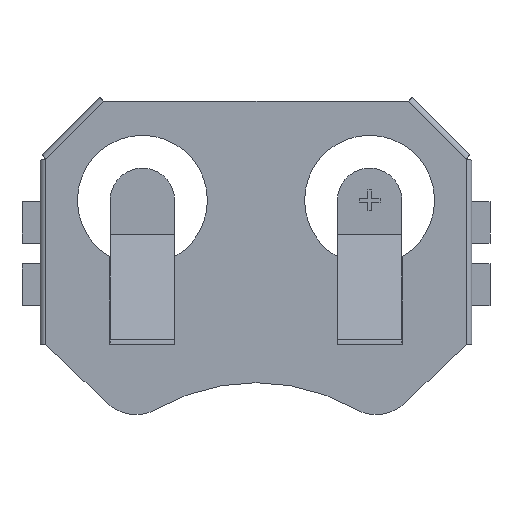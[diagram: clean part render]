
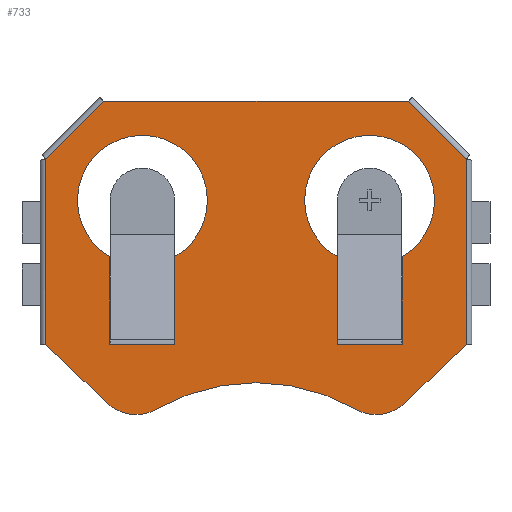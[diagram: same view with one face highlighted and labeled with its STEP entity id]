
A CAD part, top view. The second image highlights one B-rep face of the part: STEP entity #733.
In plain terms, the highlighted planar face has unit normal (0, 0, 1).
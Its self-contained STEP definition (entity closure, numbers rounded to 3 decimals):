
#27=VERTEX_POINT('',#28);
#28=CARTESIAN_POINT('',(5.863,-5.581,2.152));
#46=VERTEX_POINT('',#47);
#47=CARTESIAN_POINT('',(7.262,-5.023,2.152));
#53=EDGE_CURVE('NONE',#46,#27,#54,.T.);
#54=CIRCLE('',#55,2.032);
#55=AXIS2_PLACEMENT_3D('',#56,#57,#58);
#56=CARTESIAN_POINT('',(5.863,-3.549,2.152));
#57=DIRECTION('',(0.0,0.0,-1.0));
#58=DIRECTION('',(0.0,-1.0,0.0));
#69=VERTEX_POINT('',#70);
#70=CARTESIAN_POINT('',(-5.863,-5.581,2.152));
#88=VERTEX_POINT('',#89);
#89=CARTESIAN_POINT('',(-4.854,-5.313,2.152));
#95=EDGE_CURVE('NONE',#88,#69,#96,.F.);
#96=CIRCLE('',#97,2.032);
#97=AXIS2_PLACEMENT_3D('',#98,#99,#100);
#98=CARTESIAN_POINT('',(-5.863,-3.549,2.152));
#99=DIRECTION('',(0.0,0.0,1.0));
#100=DIRECTION('',(0.0,-1.0,0.0));
#163=VERTEX_POINT('',#164);
#164=CARTESIAN_POINT('',(-7.124,-2.152,2.152));
#254=VERTEX_POINT('',#255);
#255=CARTESIAN_POINT('',(-3.975,-2.152,2.152));
#340=EDGE_CURVE('NONE',#163,#254,#341,.F.);
#341=LINE('',#342,#343);
#342=CARTESIAN_POINT('',(-3.975,-2.152,2.152));
#343=VECTOR('',#344,1.0);
#344=DIRECTION('',(-1.0,0.0,0.0));
#428=EDGE_CURVE('NONE',#254,#429,#431,.T.);
#429=VERTEX_POINT('',#430);
#430=CARTESIAN_POINT('',(-3.962,-2.152,2.152));
#431=LINE('',#432,#433);
#432=CARTESIAN_POINT('',(-3.975,-2.152,2.152));
#433=VECTOR('',#434,1.0);
#434=DIRECTION('',(1.0,0.0,0.0));
#733=ADVANCED_FACE('NONE',(#734,#769,#852),#903,.F.);
#734=FACE_BOUND('',#735,.T.);
#735=EDGE_LOOP('',(#736,#744,#752,#761,#767,#768));
#736=ORIENTED_EDGE('',*,*,#737,.T.);
#737=EDGE_CURVE('NONE',#163,#738,#740,.F.);
#738=VERTEX_POINT('',#739);
#739=CARTESIAN_POINT('',(-7.137,-2.152,2.152));
#740=LINE('',#741,#742);
#741=CARTESIAN_POINT('',(-7.137,-2.152,2.152));
#742=VECTOR('',#743,1.0);
#743=DIRECTION('',(1.0,0.0,0.0));
#744=ORIENTED_EDGE('',*,*,#745,.T.);
#745=EDGE_CURVE('NONE',#738,#746,#748,.F.);
#746=VERTEX_POINT('',#747);
#747=CARTESIAN_POINT('',(-7.137,2.136,2.152));
#748=LINE('',#749,#750);
#749=CARTESIAN_POINT('',(-7.137,2.136,2.152));
#750=VECTOR('',#751,1.0);
#751=DIRECTION('',(0.0,-1.0,0.0));
#752=ORIENTED_EDGE('',*,*,#753,.T.);
#753=EDGE_CURVE('NONE',#746,#754,#756,.F.);
#754=VERTEX_POINT('',#755);
#755=CARTESIAN_POINT('',(-3.962,2.136,2.152));
#756=CIRCLE('',#757,3.175);
#757=AXIS2_PLACEMENT_3D('',#758,#759,#760);
#758=CARTESIAN_POINT('',(-5.549,4.886,2.152));
#759=DIRECTION('',(0.0,0.0,1.0));
#760=DIRECTION('',(0.0,-1.0,0.0));
#761=ORIENTED_EDGE('',*,*,#762,.T.);
#762=EDGE_CURVE('NONE',#754,#429,#763,.F.);
#763=LINE('',#764,#765);
#764=CARTESIAN_POINT('',(-3.962,-2.152,2.152));
#765=VECTOR('',#766,1.0);
#766=DIRECTION('',(0.0,1.0,0.0));
#767=ORIENTED_EDGE('',*,*,#428,.F.);
#768=ORIENTED_EDGE('',*,*,#340,.F.);
#769=FACE_BOUND('',#770,.T.);
#770=EDGE_LOOP('',(#771,#781,#789,#797,#804,#805,#814,#821,#822,#830,#838,#846));
#771=ORIENTED_EDGE('',*,*,#772,.T.);
#772=EDGE_CURVE('NONE',#773,#775,#777,.F.);
#773=VERTEX_POINT('',#774);
#774=CARTESIAN_POINT('',(-7.448,9.734,2.152));
#775=VERTEX_POINT('',#776);
#776=CARTESIAN_POINT('',(-10.287,6.895,2.152));
#777=LINE('',#778,#779);
#778=CARTESIAN_POINT('',(-10.287,6.895,2.152));
#779=VECTOR('',#780,1.0);
#780=DIRECTION('',(0.707,0.707,0.0));
#781=ORIENTED_EDGE('',*,*,#782,.T.);
#782=EDGE_CURVE('NONE',#775,#783,#785,.F.);
#783=VERTEX_POINT('',#784);
#784=CARTESIAN_POINT('',(-10.287,-2.152,2.152));
#785=LINE('',#786,#787);
#786=CARTESIAN_POINT('',(-10.287,-2.152,2.152));
#787=VECTOR('',#788,1.0);
#788=DIRECTION('',(0.0,1.0,0.0));
#789=ORIENTED_EDGE('',*,*,#790,.T.);
#790=EDGE_CURVE('NONE',#783,#791,#793,.T.);
#791=VERTEX_POINT('',#792);
#792=CARTESIAN_POINT('',(-7.262,-5.023,2.152));
#793=LINE('',#794,#795);
#794=CARTESIAN_POINT('',(-10.287,-2.152,2.152));
#795=VECTOR('',#796,1.0);
#796=DIRECTION('',(0.725,-0.688,0.0));
#797=ORIENTED_EDGE('',*,*,#798,.T.);
#798=EDGE_CURVE('NONE',#791,#69,#799,.T.);
#799=CIRCLE('',#800,2.032);
#800=AXIS2_PLACEMENT_3D('',#801,#802,#803);
#801=CARTESIAN_POINT('',(-5.863,-3.549,2.152));
#802=DIRECTION('',(0.0,0.0,1.0));
#803=DIRECTION('',(0.0,-1.0,0.0));
#804=ORIENTED_EDGE('',*,*,#95,.F.);
#805=ORIENTED_EDGE('',*,*,#806,.T.);
#806=EDGE_CURVE('NONE',#88,#807,#809,.T.);
#807=VERTEX_POINT('',#808);
#808=CARTESIAN_POINT('',(4.854,-5.313,2.152));
#809=CIRCLE('',#810,9.779);
#810=AXIS2_PLACEMENT_3D('',#811,#812,#813);
#811=CARTESIAN_POINT('',(0.0,-13.802,2.152));
#812=DIRECTION('',(0.0,0.0,-1.0));
#813=DIRECTION('',(0.0,-1.0,0.0));
#814=ORIENTED_EDGE('',*,*,#815,.T.);
#815=EDGE_CURVE('NONE',#807,#27,#816,.F.);
#816=CIRCLE('',#817,2.032);
#817=AXIS2_PLACEMENT_3D('',#818,#819,#820);
#818=CARTESIAN_POINT('',(5.863,-3.549,2.152));
#819=DIRECTION('',(0.0,0.0,-1.0));
#820=DIRECTION('',(0.0,-1.0,0.0));
#821=ORIENTED_EDGE('',*,*,#53,.F.);
#822=ORIENTED_EDGE('',*,*,#823,.T.);
#823=EDGE_CURVE('NONE',#46,#824,#826,.F.);
#824=VERTEX_POINT('',#825);
#825=CARTESIAN_POINT('',(10.287,-2.152,2.152));
#826=LINE('',#827,#828);
#827=CARTESIAN_POINT('',(10.287,-2.152,2.152));
#828=VECTOR('',#829,1.0);
#829=DIRECTION('',(-0.725,-0.688,0.0));
#830=ORIENTED_EDGE('',*,*,#831,.T.);
#831=EDGE_CURVE('NONE',#824,#832,#834,.T.);
#832=VERTEX_POINT('',#833);
#833=CARTESIAN_POINT('',(10.287,6.895,2.152));
#834=LINE('',#835,#836);
#835=CARTESIAN_POINT('',(10.287,-2.152,2.152));
#836=VECTOR('',#837,1.0);
#837=DIRECTION('',(0.0,1.0,0.0));
#838=ORIENTED_EDGE('',*,*,#839,.T.);
#839=EDGE_CURVE('NONE',#832,#840,#842,.T.);
#840=VERTEX_POINT('',#841);
#841=CARTESIAN_POINT('',(7.448,9.734,2.152));
#842=LINE('',#843,#844);
#843=CARTESIAN_POINT('',(10.287,6.895,2.152));
#844=VECTOR('',#845,1.0);
#845=DIRECTION('',(-0.707,0.707,0.0));
#846=ORIENTED_EDGE('',*,*,#847,.T.);
#847=EDGE_CURVE('NONE',#840,#773,#848,.T.);
#848=LINE('',#849,#850);
#849=CARTESIAN_POINT('',(7.448,9.734,2.152));
#850=VECTOR('',#851,1.0);
#851=DIRECTION('',(-1.0,0.0,0.0));
#852=FACE_BOUND('',#853,.T.);
#853=EDGE_LOOP('',(#854,#864,#872,#880,#888,#897));
#854=ORIENTED_EDGE('',*,*,#855,.T.);
#855=EDGE_CURVE('NONE',#856,#858,#860,.T.);
#856=VERTEX_POINT('',#857);
#857=CARTESIAN_POINT('',(7.137,-2.152,2.152));
#858=VERTEX_POINT('',#859);
#859=CARTESIAN_POINT('',(7.124,-2.152,2.152));
#860=LINE('',#861,#862);
#861=CARTESIAN_POINT('',(7.137,-2.152,2.152));
#862=VECTOR('',#863,1.0);
#863=DIRECTION('',(-1.0,0.0,0.0));
#864=ORIENTED_EDGE('',*,*,#865,.T.);
#865=EDGE_CURVE('NONE',#858,#866,#868,.F.);
#866=VERTEX_POINT('',#867);
#867=CARTESIAN_POINT('',(3.975,-2.152,2.152));
#868=LINE('',#869,#870);
#869=CARTESIAN_POINT('',(3.975,-2.152,2.152));
#870=VECTOR('',#871,1.0);
#871=DIRECTION('',(1.0,0.0,0.0));
#872=ORIENTED_EDGE('',*,*,#873,.T.);
#873=EDGE_CURVE('NONE',#866,#874,#876,.T.);
#874=VERTEX_POINT('',#875);
#875=CARTESIAN_POINT('',(3.962,-2.152,2.152));
#876=LINE('',#877,#878);
#877=CARTESIAN_POINT('',(3.975,-2.152,2.152));
#878=VECTOR('',#879,1.0);
#879=DIRECTION('',(-1.0,0.0,0.0));
#880=ORIENTED_EDGE('',*,*,#881,.T.);
#881=EDGE_CURVE('NONE',#874,#882,#884,.T.);
#882=VERTEX_POINT('',#883);
#883=CARTESIAN_POINT('',(3.962,2.136,2.152));
#884=LINE('',#885,#886);
#885=CARTESIAN_POINT('',(3.962,-2.152,2.152));
#886=VECTOR('',#887,1.0);
#887=DIRECTION('',(0.0,1.0,0.0));
#888=ORIENTED_EDGE('',*,*,#889,.T.);
#889=EDGE_CURVE('NONE',#882,#890,#892,.T.);
#890=VERTEX_POINT('',#891);
#891=CARTESIAN_POINT('',(7.137,2.136,2.152));
#892=CIRCLE('',#893,3.175);
#893=AXIS2_PLACEMENT_3D('',#894,#895,#896);
#894=CARTESIAN_POINT('',(5.549,4.886,2.152));
#895=DIRECTION('',(0.0,0.0,-1.0));
#896=DIRECTION('',(0.0,-1.0,0.0));
#897=ORIENTED_EDGE('',*,*,#898,.T.);
#898=EDGE_CURVE('NONE',#890,#856,#899,.T.);
#899=LINE('',#900,#901);
#900=CARTESIAN_POINT('',(7.137,2.136,2.152));
#901=VECTOR('',#902,1.0);
#902=DIRECTION('',(0.0,-1.0,0.0));
#903=PLANE('',#904);
#904=AXIS2_PLACEMENT_3D('',#905,#906,#907);
#905=CARTESIAN_POINT('',(0.0,-13.802,2.152));
#906=DIRECTION('',(0.0,0.0,-1.0));
#907=DIRECTION('',(0.0,1.0,0.0));
